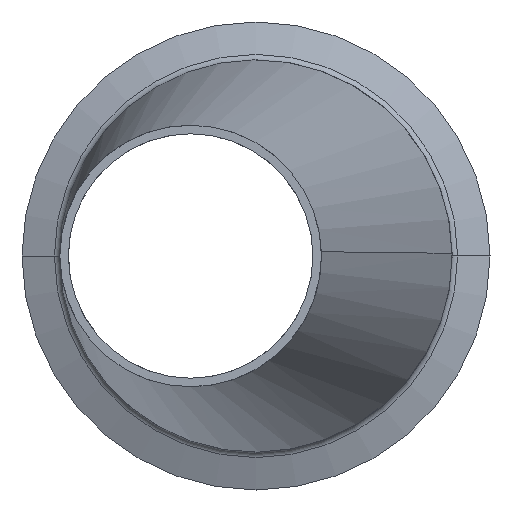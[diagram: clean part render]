
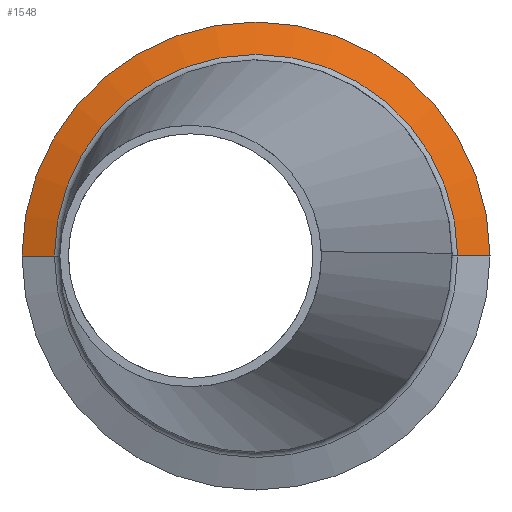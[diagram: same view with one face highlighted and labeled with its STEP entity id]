
A CAD part, front view. The second image highlights one B-rep face of the part: STEP entity #1548.
In plain terms, the highlighted conical face has half-angle 70 degrees and reference radius 45.455 mm.
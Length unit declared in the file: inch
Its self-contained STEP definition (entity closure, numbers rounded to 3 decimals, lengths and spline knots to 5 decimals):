
#40 = ORIENTED_EDGE ( 'NONE', *, *, #1387, .F. ) ;
#82 = CARTESIAN_POINT ( 'NONE',  ( -0.65075, -2.03852, 0. ) ) ;
#120 = DIRECTION ( 'NONE',  ( -1., 0., 0. ) ) ;
#153 = AXIS2_PLACEMENT_3D ( 'NONE', #1102, #280, #969 ) ;
#207 = VERTEX_POINT ( 'NONE', #82 ) ;
#256 = EDGE_CURVE ( 'NONE', #616, #207, #279, .T. ) ;
#260 = EDGE_LOOP ( 'NONE', ( #781, #1219, #40, #1643 ) ) ;
#279 = LINE ( 'NONE', #1177, #1669 ) ;
#280 = DIRECTION ( 'NONE',  ( 0., 1., 0. ) ) ;
#303 = CIRCLE ( 'NONE', #391, 1.54145 ) ;
#391 = AXIS2_PLACEMENT_3D ( 'NONE', #1479, #1196, #120 ) ;
#408 = CARTESIAN_POINT ( 'NONE',  ( -3.98176, -2.12883, 0. ) ) ;
#524 = VERTEX_POINT ( 'NONE', #408 ) ;
#530 = CARTESIAN_POINT ( 'NONE',  ( -2.44031, -2.03852, 0. ) ) ;
#563 = CIRCLE ( 'NONE', #1683, 1.78957 ) ;
#616 = VERTEX_POINT ( 'NONE', #1425 ) ;
#655 = VECTOR ( 'NONE', #1716, 39.37008 ) ;
#781 = ORIENTED_EDGE ( 'NONE', *, *, #1407, .T. ) ;
#806 = EDGE_CURVE ( 'NONE', #524, #877, #1577, .T. ) ;
#877 = VERTEX_POINT ( 'NONE', #1562 ) ;
#969 = DIRECTION ( 'NONE',  ( -1., 0., 0. ) ) ;
#1038 = DIRECTION ( 'NONE',  ( 0.94, 0.342, 0. ) ) ;
#1102 = CARTESIAN_POINT ( 'NONE',  ( -2.44031, -2.03852, 0. ) ) ;
#1177 = CARTESIAN_POINT ( 'NONE',  ( -0.65075, -2.03852, 0. ) ) ;
#1196 = DIRECTION ( 'NONE',  ( 0., 1., 0. ) ) ;
#1219 = ORIENTED_EDGE ( 'NONE', *, *, #256, .T. ) ;
#1326 = DIRECTION ( 'NONE',  ( 0., 1., 0. ) ) ;
#1387 = EDGE_CURVE ( 'NONE', #877, #207, #563, .T. ) ;
#1407 = EDGE_CURVE ( 'NONE', #524, #616, #303, .T. ) ;
#1425 = CARTESIAN_POINT ( 'NONE',  ( -0.89886, -2.12883, 0. ) ) ;
#1479 = CARTESIAN_POINT ( 'NONE',  ( -2.44031, -2.12883, 0. ) ) ;
#1544 = CONICAL_SURFACE ( 'NONE', #153, 1.78957, 1.222 ) ;
#1548 = ADVANCED_FACE ( 'NONE', ( #1674 ), #1544, .T. ) ;
#1562 = CARTESIAN_POINT ( 'NONE',  ( -4.22988, -2.03852, 0. ) ) ;
#1572 = CARTESIAN_POINT ( 'NONE',  ( -4.22988, -2.03852, 0. ) ) ;
#1577 = LINE ( 'NONE', #1572, #655 ) ;
#1643 = ORIENTED_EDGE ( 'NONE', *, *, #806, .F. ) ;
#1669 = VECTOR ( 'NONE', #1038, 39.37008 ) ;
#1674 = FACE_OUTER_BOUND ( 'NONE', #260, .T. ) ;
#1683 = AXIS2_PLACEMENT_3D ( 'NONE', #530, #1326, #1747 ) ;
#1716 = DIRECTION ( 'NONE',  ( -0.94, 0.342, 0. ) ) ;
#1747 = DIRECTION ( 'NONE',  ( -1., 0., 0. ) ) ;
